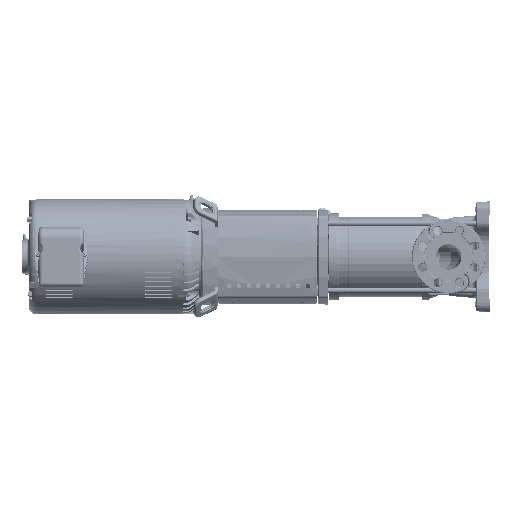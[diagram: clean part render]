
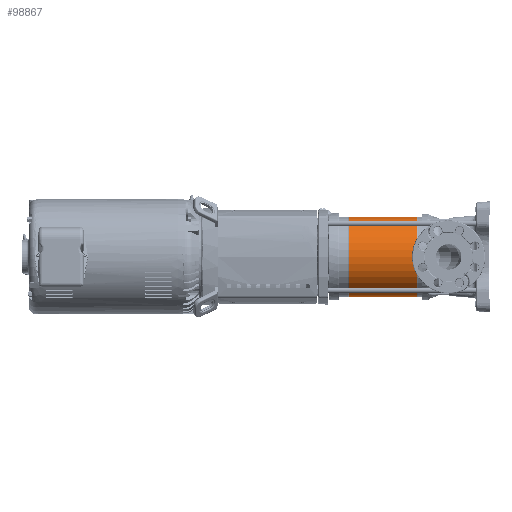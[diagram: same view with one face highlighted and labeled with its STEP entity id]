
A CAD part, left-side view. The second image highlights one B-rep face of the part: STEP entity #98867.
In plain terms, the highlighted cylindrical face has radius 102 mm (diameter 204 mm), a full revolution.
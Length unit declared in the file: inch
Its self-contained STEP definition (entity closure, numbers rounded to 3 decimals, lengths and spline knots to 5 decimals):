
#13099=CIRCLE('',#105769,4.01575);
#13100=CIRCLE('',#105770,4.01575);
#13101=CIRCLE('',#105772,4.01575);
#13102=CIRCLE('',#105773,4.01575);
#17755=FACE_OUTER_BOUND('',#23147,.T.);
#23147=EDGE_LOOP('',(#76324,#76325,#76326,#76327,#76328,#76329));
#31737=LINE('',#243643,#37066);
#37066=VECTOR('',#119727,4.01575);
#44253=VERTEX_POINT('',#243636);
#44254=VERTEX_POINT('',#243638);
#44255=VERTEX_POINT('',#243642);
#44256=VERTEX_POINT('',#243644);
#56377=EDGE_CURVE('',#44253,#44254,#13099,.T.);
#56378=EDGE_CURVE('',#44254,#44253,#13100,.T.);
#56379=EDGE_CURVE('',#44253,#44255,#31737,.T.);
#56380=EDGE_CURVE('',#44255,#44256,#13101,.T.);
#56381=EDGE_CURVE('',#44256,#44255,#13102,.T.);
#76324=ORIENTED_EDGE('',*,*,#56378,.F.);
#76325=ORIENTED_EDGE('',*,*,#56377,.F.);
#76326=ORIENTED_EDGE('',*,*,#56379,.T.);
#76327=ORIENTED_EDGE('',*,*,#56380,.T.);
#76328=ORIENTED_EDGE('',*,*,#56381,.T.);
#76329=ORIENTED_EDGE('',*,*,#56379,.F.);
#95692=CYLINDRICAL_SURFACE('',#105771,4.01575);
#98867=ADVANCED_FACE('',(#17755),#95692,.T.);
#105769=AXIS2_PLACEMENT_3D('',#243639,#119721,#119722);
#105770=AXIS2_PLACEMENT_3D('',#243640,#119723,#119724);
#105771=AXIS2_PLACEMENT_3D('',#243641,#119725,#119726);
#105772=AXIS2_PLACEMENT_3D('',#243645,#119728,#119729);
#105773=AXIS2_PLACEMENT_3D('',#243646,#119730,#119731);
#119721=DIRECTION('center_axis',(0.,1.,0.));
#119722=DIRECTION('ref_axis',(-0.937,0.,-0.35));
#119723=DIRECTION('center_axis',(0.,1.,0.));
#119724=DIRECTION('ref_axis',(-0.937,0.,-0.35));
#119725=DIRECTION('center_axis',(0.,1.,0.));
#119726=DIRECTION('ref_axis',(-0.937,0.,-0.35));
#119727=DIRECTION('',(0.,-1.,0.));
#119728=DIRECTION('center_axis',(0.,1.,0.));
#119729=DIRECTION('ref_axis',(-0.937,0.,-0.35));
#119730=DIRECTION('center_axis',(0.,1.,0.));
#119731=DIRECTION('ref_axis',(-0.937,0.,-0.35));
#243636=CARTESIAN_POINT('',(3.76216,14.09546,1.40442));
#243638=CARTESIAN_POINT('',(-3.76216,14.09546,-1.40442));
#243639=CARTESIAN_POINT('Origin',(0.,14.09546,
0.));
#243640=CARTESIAN_POINT('Origin',(0.,14.09546,
0.));
#243641=CARTESIAN_POINT('Origin',(0.,13.25669,
0.));
#243642=CARTESIAN_POINT('',(3.76216,7.27186,1.40442));
#243643=CARTESIAN_POINT('',(3.76216,13.25669,1.40442));
#243644=CARTESIAN_POINT('',(-3.76216,7.27186,-1.40442));
#243645=CARTESIAN_POINT('Origin',(0.,7.27186,
0.));
#243646=CARTESIAN_POINT('Origin',(0.,7.27186,
0.));
